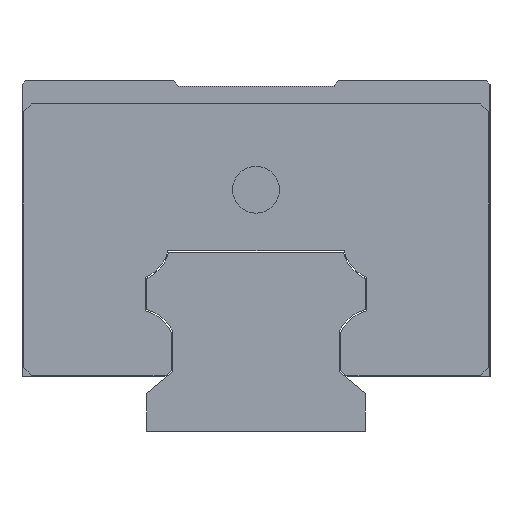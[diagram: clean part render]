
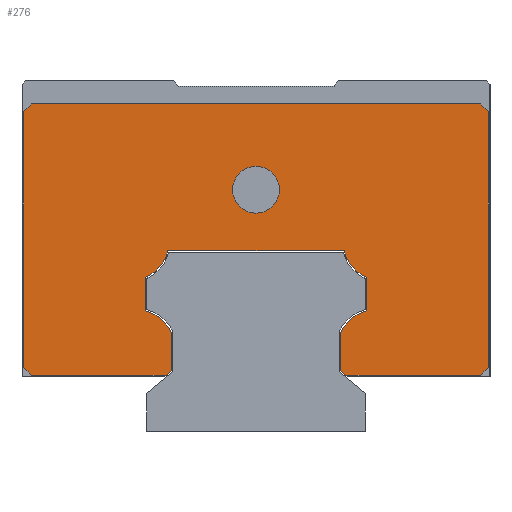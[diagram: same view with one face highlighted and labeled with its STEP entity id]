
A CAD part, left-side view. The second image highlights one B-rep face of the part: STEP entity #276.
In plain terms, the highlighted planar face has unit normal (-1, 0, 0).
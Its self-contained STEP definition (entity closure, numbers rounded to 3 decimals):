
#111=FACE_BOUND('',#554,.T.);
#112=FACE_BOUND('',#555,.T.);
#276=ADVANCED_FACE('',(#111,#112),#396,.F.);
#396=PLANE('',#2212);
#554=EDGE_LOOP('',(#897));
#555=EDGE_LOOP('',(#898,#899,#900,#901,#902,#903,#904,#905,#906,#907,#908,
#909,#910,#911,#912,#913,#914,#915,#916,#917));
#719=CIRCLE('',#2196,4.96);
#720=CIRCLE('',#2199,4.96);
#721=CIRCLE('',#2202,4.96);
#722=CIRCLE('',#2205,4.96);
#723=CIRCLE('',#2211,3.);
#897=ORIENTED_EDGE('',*,*,#1622,.F.);
#898=ORIENTED_EDGE('',*,*,#1620,.F.);
#899=ORIENTED_EDGE('',*,*,#1623,.T.);
#900=ORIENTED_EDGE('',*,*,#1615,.F.);
#901=ORIENTED_EDGE('',*,*,#1614,.F.);
#902=ORIENTED_EDGE('',*,*,#1607,.F.);
#903=ORIENTED_EDGE('',*,*,#1601,.F.);
#904=ORIENTED_EDGE('',*,*,#1600,.F.);
#905=ORIENTED_EDGE('',*,*,#1592,.F.);
#906=ORIENTED_EDGE('',*,*,#1591,.F.);
#907=ORIENTED_EDGE('',*,*,#1583,.F.);
#908=ORIENTED_EDGE('',*,*,#1582,.F.);
#909=ORIENTED_EDGE('',*,*,#1574,.F.);
#910=ORIENTED_EDGE('',*,*,#1572,.F.);
#911=ORIENTED_EDGE('',*,*,#1567,.F.);
#912=ORIENTED_EDGE('',*,*,#1559,.F.);
#913=ORIENTED_EDGE('',*,*,#1624,.T.);
#914=ORIENTED_EDGE('',*,*,#1555,.F.);
#915=ORIENTED_EDGE('',*,*,#1625,.T.);
#916=ORIENTED_EDGE('',*,*,#1551,.F.);
#917=ORIENTED_EDGE('',*,*,#1626,.T.);
#1355=VERTEX_POINT('',#3026);
#1356=VERTEX_POINT('',#3028);
#1359=VERTEX_POINT('',#3035);
#1360=VERTEX_POINT('',#3037);
#1363=VERTEX_POINT('',#3044);
#1364=VERTEX_POINT('',#3046);
#1365=VERTEX_POINT('',#3050);
#1371=VERTEX_POINT('',#3064);
#1376=VERTEX_POINT('',#3076);
#1377=VERTEX_POINT('',#3080);
#1382=VERTEX_POINT('',#3093);
#1383=VERTEX_POINT('',#3097);
#1388=VERTEX_POINT('',#3110);
#1389=VERTEX_POINT('',#3114);
#1394=VERTEX_POINT('',#3127);
#1395=VERTEX_POINT('',#3131);
#1399=VERTEX_POINT('',#3141);
#1405=VERTEX_POINT('',#3155);
#1409=VERTEX_POINT('',#3164);
#1410=VERTEX_POINT('',#3166);
#1411=VERTEX_POINT('',#3170);
#1551=EDGE_CURVE('',#1355,#1356,#1820,.T.);
#1555=EDGE_CURVE('',#1359,#1360,#1824,.T.);
#1559=EDGE_CURVE('',#1363,#1364,#1828,.T.);
#1567=EDGE_CURVE('',#1364,#1365,#1836,.T.);
#1572=EDGE_CURVE('',#1365,#1371,#1841,.T.);
#1574=EDGE_CURVE('',#1371,#1376,#719,.T.);
#1582=EDGE_CURVE('',#1376,#1377,#1849,.T.);
#1583=EDGE_CURVE('',#1377,#1382,#720,.T.);
#1591=EDGE_CURVE('',#1382,#1383,#1857,.T.);
#1592=EDGE_CURVE('',#1383,#1388,#721,.T.);
#1600=EDGE_CURVE('',#1388,#1389,#1865,.T.);
#1601=EDGE_CURVE('',#1389,#1394,#722,.T.);
#1607=EDGE_CURVE('',#1394,#1395,#1871,.T.);
#1614=EDGE_CURVE('',#1395,#1399,#1878,.T.);
#1615=EDGE_CURVE('',#1399,#1405,#1879,.T.);
#1620=EDGE_CURVE('',#1409,#1410,#1884,.T.);
#1622=EDGE_CURVE('',#1411,#1411,#723,.T.);
#1623=EDGE_CURVE('',#1409,#1405,#1886,.T.);
#1624=EDGE_CURVE('',#1363,#1360,#1887,.T.);
#1625=EDGE_CURVE('',#1359,#1356,#1888,.T.);
#1626=EDGE_CURVE('',#1355,#1410,#1889,.T.);
#1820=LINE('',#3027,#2004);
#1824=LINE('',#3036,#2008);
#1828=LINE('',#3045,#2012);
#1836=LINE('',#3061,#2020);
#1841=LINE('',#3071,#2025);
#1849=LINE('',#3090,#2033);
#1857=LINE('',#3107,#2041);
#1865=LINE('',#3124,#2049);
#1871=LINE('',#3138,#2055);
#1878=LINE('',#3152,#2062);
#1879=LINE('',#3154,#2063);
#1884=LINE('',#3165,#2068);
#1886=LINE('',#3171,#2070);
#1887=LINE('',#3172,#2071);
#1888=LINE('',#3173,#2072);
#1889=LINE('',#3174,#2073);
#2004=VECTOR('',#2415,1.);
#2008=VECTOR('',#2421,1.);
#2012=VECTOR('',#2427,1.);
#2020=VECTOR('',#2437,1.);
#2025=VECTOR('',#2444,1.);
#2033=VECTOR('',#2460,1.);
#2041=VECTOR('',#2474,1.);
#2049=VECTOR('',#2488,1.);
#2055=VECTOR('',#2500,1.);
#2062=VECTOR('',#2509,1.);
#2063=VECTOR('',#2512,1.);
#2068=VECTOR('',#2519,1.);
#2070=VECTOR('',#2525,1.);
#2071=VECTOR('',#2526,1.);
#2072=VECTOR('',#2527,1.);
#2073=VECTOR('',#2528,1.);
#2196=AXIS2_PLACEMENT_3D('',#3075,#2449,#2450);
#2199=AXIS2_PLACEMENT_3D('',#3092,#2463,#2464);
#2202=AXIS2_PLACEMENT_3D('',#3109,#2477,#2478);
#2205=AXIS2_PLACEMENT_3D('',#3126,#2491,#2492);
#2211=AXIS2_PLACEMENT_3D('',#3169,#2523,#2524);
#2212=AXIS2_PLACEMENT_3D('',#3175,#2529,#2530);
#2415=DIRECTION('',(0.,-1.,0.));
#2421=DIRECTION('',(0.,0.,-1.));
#2427=DIRECTION('',(0.,1.,0.));
#2437=DIRECTION('',(0.,0.766,0.643));
#2444=DIRECTION('',(0.,0.,1.));
#2449=DIRECTION('',(1.,0.,0.));
#2450=DIRECTION('',(0.,1.,0.));
#2460=DIRECTION('',(0.,0.,1.));
#2463=DIRECTION('',(1.,0.,0.));
#2464=DIRECTION('',(0.,1.,0.));
#2474=DIRECTION('',(0.,1.,0.));
#2477=DIRECTION('',(1.,0.,0.));
#2478=DIRECTION('',(0.,-1.,0.));
#2488=DIRECTION('',(0.,0.,-1.));
#2491=DIRECTION('',(1.,0.,0.));
#2492=DIRECTION('',(0.,-1.,0.));
#2500=DIRECTION('',(0.,0.,-1.));
#2509=DIRECTION('',(0.,0.766,-0.643));
#2512=DIRECTION('',(0.,1.,0.));
#2519=DIRECTION('',(0.,0.,1.));
#2523=DIRECTION('',(-1.,0.,0.));
#2524=DIRECTION('',(0.,1.,0.));
#2525=DIRECTION('',(0.,-0.707,-0.707));
#2526=DIRECTION('',(0.,-0.707,0.707));
#2527=DIRECTION('',(0.,0.707,0.707));
#2528=DIRECTION('',(0.,0.707,-0.707));
#2529=DIRECTION('',(1.,0.,0.));
#2530=DIRECTION('',(0.,0.,-1.));
#3026=CARTESIAN_POINT('',(-101.967,-28.487,56.733));
#3027=CARTESIAN_POINT('',(-101.967,-27.487,56.733));
#3028=CARTESIAN_POINT('',(-101.967,-86.087,56.733));
#3035=CARTESIAN_POINT('',(-101.967,-87.087,55.733));
#3036=CARTESIAN_POINT('',(-101.967,-87.087,56.733));
#3037=CARTESIAN_POINT('',(-101.967,-87.087,22.933));
#3044=CARTESIAN_POINT('',(-101.967,-86.087,21.933));
#3045=CARTESIAN_POINT('',(-101.967,-87.087,21.933));
#3046=CARTESIAN_POINT('',(-101.967,-68.818,21.933));
#3050=CARTESIAN_POINT('',(-101.967,-68.15,22.493));
#3061=CARTESIAN_POINT('',(-101.967,-68.818,21.933));
#3064=CARTESIAN_POINT('',(-101.967,-68.15,27.417));
#3071=CARTESIAN_POINT('',(-101.967,-68.15,22.493));
#3075=CARTESIAN_POINT('',(-101.967,-72.683,25.404));
#3076=CARTESIAN_POINT('',(-101.967,-71.487,30.217));
#3080=CARTESIAN_POINT('',(-101.967,-71.487,34.469));
#3090=CARTESIAN_POINT('',(-101.967,-71.487,30.217));
#3092=CARTESIAN_POINT('',(-101.967,-73.416,39.039));
#3093=CARTESIAN_POINT('',(-101.967,-68.581,37.933));
#3097=CARTESIAN_POINT('',(-101.967,-45.994,37.933));
#3107=CARTESIAN_POINT('',(-101.967,-68.581,37.933));
#3109=CARTESIAN_POINT('',(-101.967,-41.159,39.039));
#3110=CARTESIAN_POINT('',(-101.967,-43.087,34.469));
#3114=CARTESIAN_POINT('',(-101.967,-43.087,30.217));
#3124=CARTESIAN_POINT('',(-101.967,-43.087,34.469));
#3126=CARTESIAN_POINT('',(-101.967,-41.891,25.404));
#3127=CARTESIAN_POINT('',(-101.967,-46.424,27.417));
#3131=CARTESIAN_POINT('',(-101.967,-46.424,22.493));
#3138=CARTESIAN_POINT('',(-101.967,-46.424,27.417));
#3141=CARTESIAN_POINT('',(-101.967,-45.757,21.933));
#3152=CARTESIAN_POINT('',(-101.967,-46.424,22.493));
#3154=CARTESIAN_POINT('',(-101.967,-45.757,21.933));
#3155=CARTESIAN_POINT('',(-101.967,-28.487,21.933));
#3164=CARTESIAN_POINT('',(-101.967,-27.487,22.933));
#3165=CARTESIAN_POINT('',(-101.967,-27.487,21.933));
#3166=CARTESIAN_POINT('',(-101.967,-27.487,55.733));
#3169=CARTESIAN_POINT('',(-101.967,-57.287,45.733));
#3170=CARTESIAN_POINT('',(-101.967,-54.287,45.733));
#3171=CARTESIAN_POINT('',(-101.967,-28.487,21.933));
#3172=CARTESIAN_POINT('',(-101.967,-87.087,22.933));
#3173=CARTESIAN_POINT('',(-101.967,-86.087,56.733));
#3174=CARTESIAN_POINT('',(-101.967,-27.487,55.733));
#3175=CARTESIAN_POINT('',(-101.967,-72.683,25.404));
